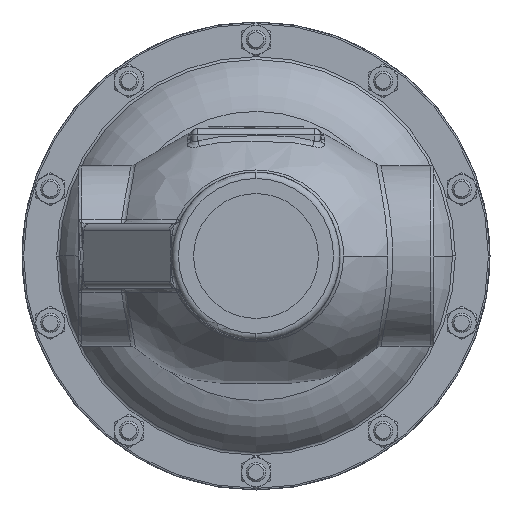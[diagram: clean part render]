
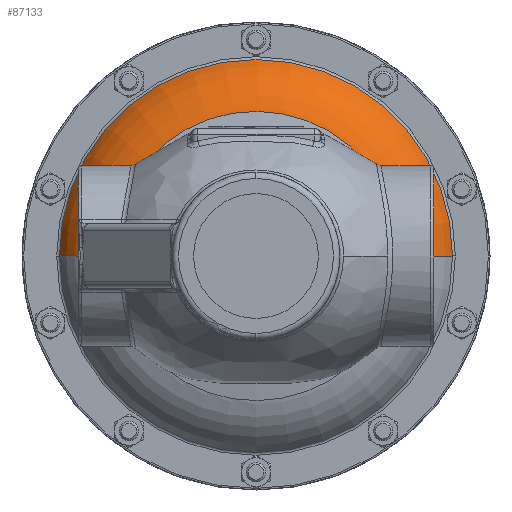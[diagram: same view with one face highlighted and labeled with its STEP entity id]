
A CAD part, front view. The second image highlights one B-rep face of the part: STEP entity #87133.
In plain terms, the highlighted toroidal (fillet/blend) face has major radius 61.913 mm and minor radius 38.894 mm.
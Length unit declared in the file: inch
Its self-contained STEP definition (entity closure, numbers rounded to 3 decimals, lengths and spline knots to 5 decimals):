
#205 = ORIENTED_EDGE ( 'NONE', *, *, #97862, .T. ) ;
#2139 = CIRCLE ( 'NONE', #4037, 3.80433 ) ;
#2364 = CARTESIAN_POINT ( 'NONE',  ( -3.80433, 5.3097, 0. ) ) ;
#4037 = AXIS2_PLACEMENT_3D ( 'NONE', #93898, #39224, #103012 ) ;
#5092 = CARTESIAN_POINT ( 'NONE',  ( -3.04024, 4.60907, 0.48091 ) ) ;
#7179 = AXIS2_PLACEMENT_3D ( 'NONE', #16865, #80692, #25942 ) ;
#8122 = CARTESIAN_POINT ( 'NONE',  ( 2.4375, 6., 0. ) ) ;
#10224 = AXIS2_PLACEMENT_3D ( 'NONE', #40142, #112997, #58466 ) ;
#10508 = CARTESIAN_POINT ( 'NONE',  ( -3.30705, 4.73971, 0.03807 ) ) ;
#11138 = ORIENTED_EDGE ( 'NONE', *, *, #97679, .T. ) ;
#14256 = CARTESIAN_POINT ( 'NONE',  ( -2.99261, 4.59013, 0.5067 ) ) ;
#16865 = CARTESIAN_POINT ( 'NONE',  ( 0., 4.51241, 0. ) ) ;
#17256 = DIRECTION ( 'NONE',  ( -1., 0., 0. ) ) ;
#18972 = CIRCLE ( 'NONE', #25397, 1.53125 ) ;
#19634 = CARTESIAN_POINT ( 'NONE',  ( -3.3003, 4.73586, 0.09528 ) ) ;
#22940 = CARTESIAN_POINT ( 'NONE',  ( -3.27773, 4.72317, 0.18701 ) ) ;
#23347 = CARTESIAN_POINT ( 'NONE',  ( -2.94287, 4.57171, 0.52753 ) ) ;
#25397 = AXIS2_PLACEMENT_3D ( 'NONE', #8122, #71960, #17256 ) ;
#25942 = DIRECTION ( 'NONE',  ( 1., 0., 0. ) ) ;
#32106 = CARTESIAN_POINT ( 'NONE',  ( -3.23053, 4.69773, 0.28887 ) ) ;
#32498 = CARTESIAN_POINT ( 'NONE',  ( -2.89089, 4.55397, 0.54338 ) ) ;
#37528 = CARTESIAN_POINT ( 'NONE',  ( -3.308, 4.74026, 0.01901 ) ) ;
#38093 = FACE_OUTER_BOUND ( 'NONE', #74866, .T. ) ;
#39224 = DIRECTION ( 'NONE',  ( 0., -1., 0. ) ) ;
#40142 = CARTESIAN_POINT ( 'NONE',  ( 0., 6., 0. ) ) ;
#41263 = CARTESIAN_POINT ( 'NONE',  ( -3.18842, 4.67634, 0.34904 ) ) ;
#41642 = CARTESIAN_POINT ( 'NONE',  ( -2.81857, 4.53157, 0.55721 ) ) ;
#41944 = DIRECTION ( 'NONE',  ( 0., 0., 1. ) ) ;
#44106 = VERTEX_POINT ( 'NONE', #62958 ) ;
#46716 = CARTESIAN_POINT ( 'NONE',  ( -3.308, 4.74026, 0. ) ) ;
#49544 = CARTESIAN_POINT ( 'NONE',  ( -2.74425, 4.51241, 0.55861 ) ) ;
#50458 = CARTESIAN_POINT ( 'NONE',  ( -3.15251, 4.65886, 0.39055 ) ) ;
#50848 = CARTESIAN_POINT ( 'NONE',  ( -2.74425, 4.51241, 0.55861 ) ) ;
#57671 = VERTEX_POINT ( 'NONE', #108031 ) ;
#58466 = DIRECTION ( 'NONE',  ( 1., 0., 0. ) ) ;
#59603 = CARTESIAN_POINT ( 'NONE',  ( -3.08576, 4.62818, 0.45113 ) ) ;
#62958 = CARTESIAN_POINT ( 'NONE',  ( 3.80433, 5.3097, 0. ) ) ;
#64224 = VERTEX_POINT ( 'NONE', #49544 ) ;
#66512 = VERTEX_POINT ( 'NONE', #2364 ) ;
#67557 = CIRCLE ( 'NONE', #7179, 2.80053 ) ;
#68942 = CARTESIAN_POINT ( 'NONE',  ( -3.02456, 4.60269, 0.49008 ) ) ;
#69447 = ORIENTED_EDGE ( 'NONE', *, *, #98223, .T. ) ;
#71960 = DIRECTION ( 'NONE',  ( 0., 0., -1. ) ) ;
#74304 = CARTESIAN_POINT ( 'NONE',  ( 2.80053, 4.51241, 0. ) ) ;
#74334 = CARTESIAN_POINT ( 'NONE',  ( -3.30319, 4.73751, 0.07632 ) ) ;
#74866 = EDGE_LOOP ( 'NONE', ( #11138, #205, #69447, #83479, #82102 ) ) ;
#78106 = CARTESIAN_POINT ( 'NONE',  ( -2.97628, 4.58392, 0.51419 ) ) ;
#80692 = DIRECTION ( 'NONE',  ( 0., -1., 0. ) ) ;
#82102 = ORIENTED_EDGE ( 'NONE', *, *, #99094, .F. ) ;
#83462 = CARTESIAN_POINT ( 'NONE',  ( -3.28892, 4.72944, 0.15103 ) ) ;
#83479 = ORIENTED_EDGE ( 'NONE', *, *, #99078, .F. ) ;
#85983 = VERTEX_POINT ( 'NONE', #74304 ) ;
#86613 = TOROIDAL_SURFACE ( 'NONE', #10224, 2.4375, 1.53125 ) ;
#86770 = CARTESIAN_POINT ( 'NONE',  ( -3.24831, 4.70719, 0.25645 ) ) ;
#87133 = ADVANCED_FACE ( 'NONE', ( #38093 ), #86613, .T. ) ;
#87149 = CARTESIAN_POINT ( 'NONE',  ( -2.9258, 4.56571, 0.53338 ) ) ;
#93898 = CARTESIAN_POINT ( 'NONE',  ( 0., 5.3097, 0. ) ) ;
#95920 = CARTESIAN_POINT ( 'NONE',  ( -3.19951, 4.68191, 0.33437 ) ) ;
#96307 = CARTESIAN_POINT ( 'NONE',  ( -2.87295, 4.5482, 0.54755 ) ) ;
#96609 = CARTESIAN_POINT ( 'NONE',  ( -2.4375, 6., 0. ) ) ;
#97679 = EDGE_CURVE ( 'NONE', #44106, #66512, #2139, .T. ) ;
#97862 = EDGE_CURVE ( 'NONE', #66512, #57671, #108904, .T. ) ;
#98223 = EDGE_CURVE ( 'NONE', #57671, #64224, #101375, .T. ) ;
#99078 = EDGE_CURVE ( 'NONE', #85983, #64224, #67557, .T. ) ;
#99094 = EDGE_CURVE ( 'NONE', #44106, #85983, #18972, .T. ) ;
#101375 = B_SPLINE_CURVE_WITH_KNOTS ( 'NONE', 3,
 ( #46716, #37528, #10508, #74334, #19634, #83462, #22940, #86770, #32106, #95920, #41263, #105034, #50458, #114078, #59603, #5092, #68942, #14256, #78106, #23347, #87149, #32498, #96307, #41642, #105426, #50848 ),
 .UNSPECIFIED., .F., .F.,
 ( 4, 2, 2, 2, 2, 2, 2, 2, 2, 2, 2, 2, 4 ),
 ( 0.02321, 0.02465, 0.0261, 0.02899, 0.03188, 0.03333, 0.03477, 0.03767, 0.03911, 0.04056, 0.042, 0.04345, 0.04634 ),
 .UNSPECIFIED. ) ;
#103012 = DIRECTION ( 'NONE',  ( -1., 0., 0. ) ) ;
#105034 = CARTESIAN_POINT ( 'NONE',  ( -3.16486, 4.66479, 0.3772 ) ) ;
#105426 = CARTESIAN_POINT ( 'NONE',  ( -2.78174, 4.52143, 0.55991 ) ) ;
#105720 = DIRECTION ( 'NONE',  ( 1., 0., 0. ) ) ;
#107830 = AXIS2_PLACEMENT_3D ( 'NONE', #96609, #41944, #105720 ) ;
#108031 = CARTESIAN_POINT ( 'NONE',  ( -3.308, 4.74026, 0. ) ) ;
#108904 = CIRCLE ( 'NONE', #107830, 1.53125 ) ;
#112997 = DIRECTION ( 'NONE',  ( 0., -1., 0. ) ) ;
#114078 = CARTESIAN_POINT ( 'NONE',  ( -3.11379, 4.64072, 0.42854 ) ) ;
